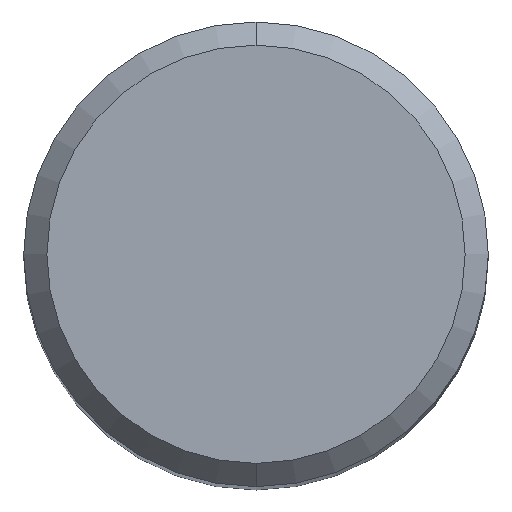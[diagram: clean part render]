
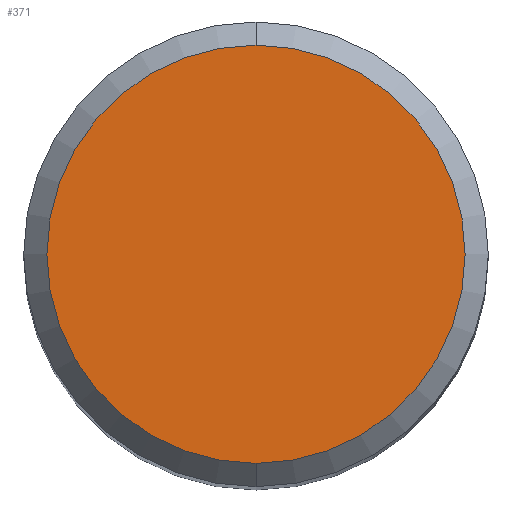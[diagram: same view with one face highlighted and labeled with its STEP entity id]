
A CAD part, top view. The second image highlights one B-rep face of the part: STEP entity #371.
In plain terms, the highlighted planar face has unit normal (0, 0, 1).
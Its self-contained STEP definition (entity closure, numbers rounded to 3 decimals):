
#243=VERTEX_POINT('',#557);
#295=VERTEX_POINT('',#614);
#371=ADVANCED_FACE('',(#699),#700,.T.);
#411=EDGE_CURVE('',#243,#295,#744,.T.);
#427=EDGE_CURVE('',#295,#243,#761,.T.);
#557=CARTESIAN_POINT('',(0.,-5.4,0.0));
#614=CARTESIAN_POINT('',(0.0,5.4,0.0));
#699=FACE_OUTER_BOUND('',#1183,.T.);
#700=PLANE('',#1184);
#744=CIRCLE('',#1376,5.4);
#761=CIRCLE('',#1402,5.4);
#1183=EDGE_LOOP('',(#1747,#1748));
#1184=AXIS2_PLACEMENT_3D('',#1749,#1750,#1751);
#1376=AXIS2_PLACEMENT_3D('',#1795,#1796,#1797);
#1402=AXIS2_PLACEMENT_3D('',#1822,#1823,#1824);
#1747=ORIENTED_EDGE('',*,*,#427,.F.);
#1748=ORIENTED_EDGE('',*,*,#411,.F.);
#1749=CARTESIAN_POINT('',(0.0,2.7,0.0));
#1750=DIRECTION('',(-0.0,0.0,1.0));
#1751=DIRECTION('',(0.0,-1.0,0.0));
#1795=CARTESIAN_POINT('',(0.0,0.0,0.0));
#1796=DIRECTION('',(0.0,0.0,-1.0));
#1797=DIRECTION('',(0.0,1.0,0.0));
#1822=CARTESIAN_POINT('',(0.0,0.0,0.0));
#1823=DIRECTION('',(0.0,0.0,-1.0));
#1824=DIRECTION('',(0.0,1.0,0.0));
